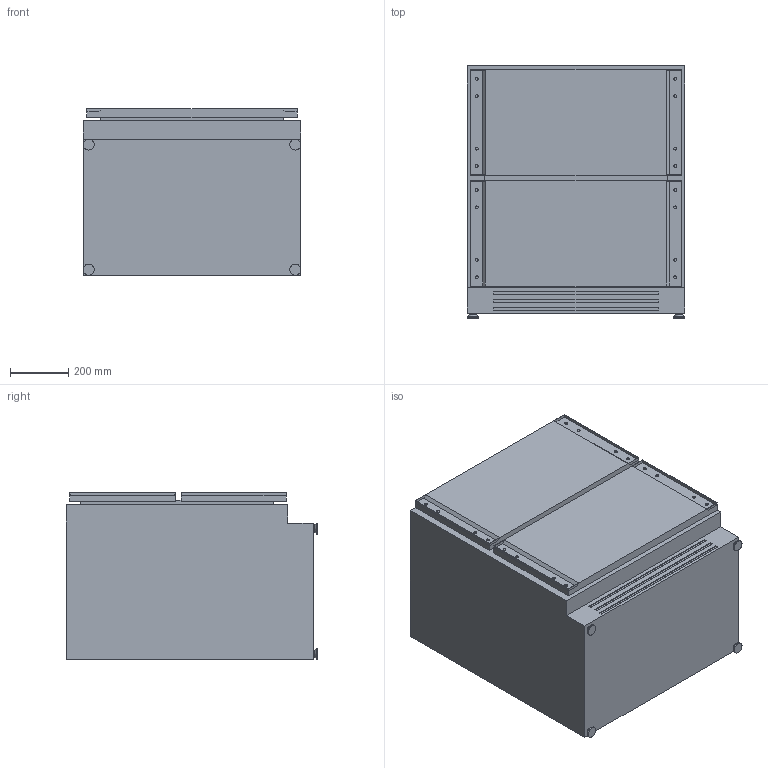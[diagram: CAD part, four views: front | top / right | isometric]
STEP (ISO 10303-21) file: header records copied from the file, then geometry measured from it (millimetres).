
FILE_DESCRIPTION (( 'STEP AP214' ), '1' );
FILE_NAME ('UC2D75P.STEP', '2021-04-12T14:18:06', ( '' ), ( '' ), 'SwSTEP 2.0', 'SolidWorks 2017', '' );
FILE_SCHEMA (( 'AUTOMOTIVE_DESIGN' ));
Length unit declared in the file: millimetre
Products named in the file (1): UC2D75P
Bounding box: 748 x 865 x 572 mm (x, y, z)
Volume: 352478769 mm3; surface area: 3398129.5 mm2
Topology: 1 solids, 1 shells, 152 faces, 334 edges, 220 vertices
Faces by surface type: plane 88, cylinder 56, cone 8
Entity records: 4228 total; most frequent: DIRECTION 760, CARTESIAN_POINT 707, ORIENTED_EDGE 668, EDGE_CURVE 334, AXIS2_PLACEMENT_3D 273, VERTEX_POINT 220, VECTOR 214, LINE 214
